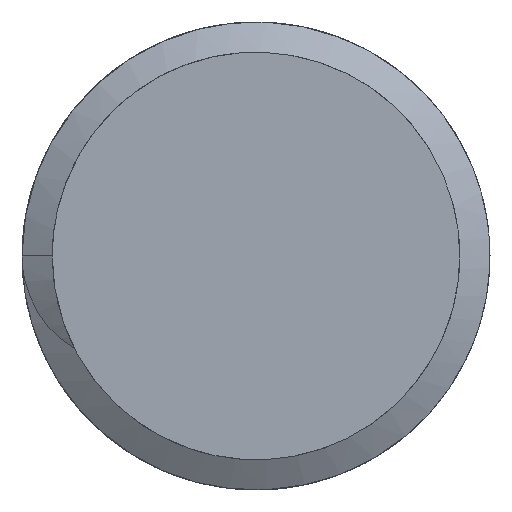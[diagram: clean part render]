
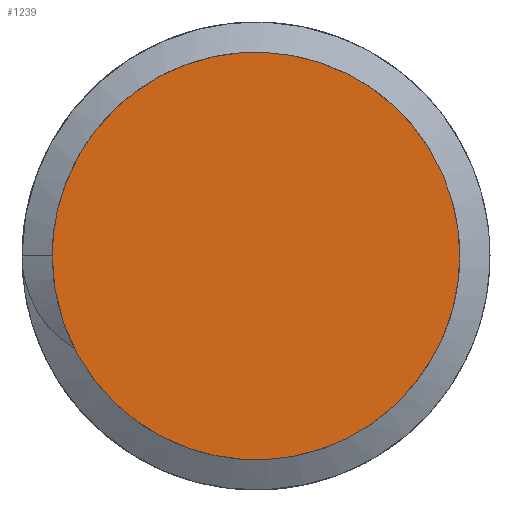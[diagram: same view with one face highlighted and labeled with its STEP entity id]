
A CAD part, left-side view. The second image highlights one B-rep face of the part: STEP entity #1239.
In plain terms, the highlighted free-form (B-spline) face has degree [1, 1] with [2, 2] control points.
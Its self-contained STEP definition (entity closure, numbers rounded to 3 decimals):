
#1218=CARTESIAN_POINT('',(0.,-15.75,15.75));
#1219=CARTESIAN_POINT('',(0.,-15.75,-15.75));
#1220=CARTESIAN_POINT('',(0.,15.75,15.75));
#1221=CARTESIAN_POINT('',(0.,15.75,-15.75));
#1222=B_SPLINE_SURFACE_WITH_KNOTS('',1,1,((#1218,#1219),(#1220,#1221)),.PLANE_SURF.,.F.,.F.,.U.,(2,2),(2,2),(-1.,2.),(-1.,2.),.UNSPECIFIED.);
#1223=CARTESIAN_POINT('',(0.,5.25,0.));
#1224=VERTEX_POINT('',#1223);
#1225=CARTESIAN_POINT('',(0.,5.25,0.));
#1226=CARTESIAN_POINT('',(0.,5.25,-5.25));
#1227=CARTESIAN_POINT('',(0.,0.,-5.25));
#1228=CARTESIAN_POINT('',(0.,-5.25,-5.25));
#1229=CARTESIAN_POINT('',(0.,-5.25,0.));
#1230=CARTESIAN_POINT('',(0.,-5.25,5.25));
#1231=CARTESIAN_POINT('',(0.,0.,5.25));
#1232=CARTESIAN_POINT('',(0.,5.25,5.25));
#1233=CARTESIAN_POINT('',(0.,5.25,0.));
#1234=(BOUNDED_CURVE()B_SPLINE_CURVE(2,(#1225,#1226,#1227,#1228,#1229,#1230,#1231,#1232,#1233),.CIRCULAR_ARC.,.T.,.U.)B_SPLINE_CURVE_WITH_KNOTS((3,2,2,2,3),(0.,0.25,0.5,0.75,1.),.UNSPECIFIED.)CURVE()GEOMETRIC_REPRESENTATION_ITEM()RATIONAL_B_SPLINE_CURVE((1.,0.707,1.,0.707,1.,0.707,1.,0.707,1.))REPRESENTATION_ITEM(''));
#1235=EDGE_CURVE('',#1224,#1224,#1234,.T.);
#1236=ORIENTED_EDGE('',*,*,#1235,.T.);
#1237=EDGE_LOOP('',(#1236));
#1238=FACE_OUTER_BOUND('',#1237,.T.);
#1239=ADVANCED_FACE('',(#1238),#1222,.T.);
